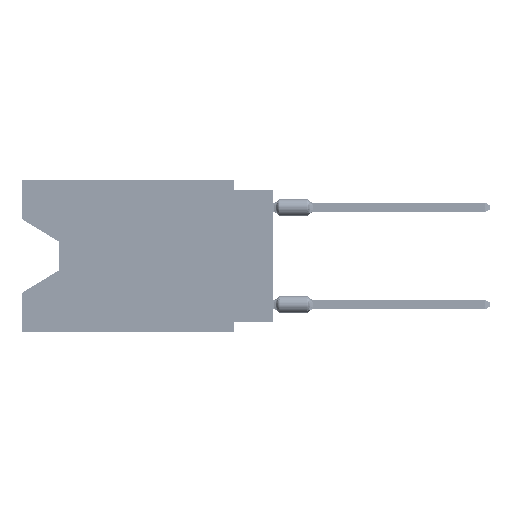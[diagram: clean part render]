
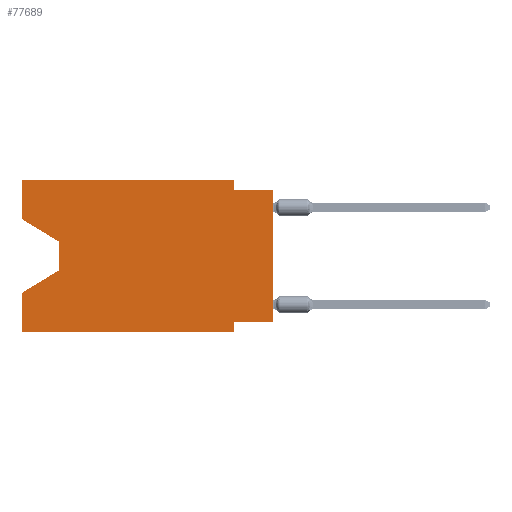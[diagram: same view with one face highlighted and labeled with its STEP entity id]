
A CAD part, left-side view. The second image highlights one B-rep face of the part: STEP entity #77689.
In plain terms, the highlighted planar face has unit normal (-1, 0, 0).
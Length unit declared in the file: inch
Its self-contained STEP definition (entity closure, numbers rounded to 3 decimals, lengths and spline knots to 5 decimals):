
#507 = EDGE_CURVE ( 'NONE', #18452, #65684, #65878, .T. ) ;
#1239 = CARTESIAN_POINT ( 'NONE',  ( 0., 0.645, 0. ) ) ;
#1457 = EDGE_CURVE ( 'NONE', #48896, #78507, #38733, .T. ) ;
#2711 = CARTESIAN_POINT ( 'NONE',  ( 0., 0.1, -0.39 ) ) ;
#2743 = CARTESIAN_POINT ( 'NONE',  ( 0., 0.645, 0. ) ) ;
#3234 = VERTEX_POINT ( 'NONE', #20092 ) ;
#3521 = EDGE_CURVE ( 'NONE', #30859, #43678, #12378, .T. ) ;
#5254 = CARTESIAN_POINT ( 'NONE',  ( 0., 0.645, 0. ) ) ;
#6776 = CARTESIAN_POINT ( 'NONE',  ( 0., 0., -0.365 ) ) ;
#7550 = VECTOR ( 'NONE', #20062, 39.37008 ) ;
#7700 = CARTESIAN_POINT ( 'NONE',  ( 0., 0.55, -0.232 ) ) ;
#8227 = EDGE_CURVE ( 'NONE', #78507, #3234, #72728, .T. ) ;
#8759 = ORIENTED_EDGE ( 'NONE', *, *, #1457, .F. ) ;
#9371 = CARTESIAN_POINT ( 'NONE',  ( 0., 0.1, -0.025 ) ) ;
#11670 = VECTOR ( 'NONE', #45581, 39.37008 ) ;
#12378 = LINE ( 'NONE', #39303, #29181 ) ;
#13614 = DIRECTION ( 'NONE',  ( 0., -0.855, -0.519 ) ) ;
#13953 = ORIENTED_EDGE ( 'NONE', *, *, #8227, .F. ) ;
#15318 = LINE ( 'NONE', #1239, #34374 ) ;
#17160 = CARTESIAN_POINT ( 'NONE',  ( 0., 0.645, 0. ) ) ;
#18044 = FACE_OUTER_BOUND ( 'NONE', #51556, .T. ) ;
#18452 = VERTEX_POINT ( 'NONE', #68194 ) ;
#19251 = CARTESIAN_POINT ( 'NONE',  ( 0., 0.1, -0.365 ) ) ;
#19575 = ORIENTED_EDGE ( 'NONE', *, *, #33649, .T. ) ;
#19584 = CARTESIAN_POINT ( 'NONE',  ( 0., 0.1, 0. ) ) ;
#19609 = LINE ( 'NONE', #7700, #69352 ) ;
#20062 = DIRECTION ( 'NONE',  ( 0., 0., -1. ) ) ;
#20092 = CARTESIAN_POINT ( 'NONE',  ( 0., 0., -0.025 ) ) ;
#21528 = EDGE_CURVE ( 'NONE', #77265, #48896, #15318, .T. ) ;
#22554 = DIRECTION ( 'NONE',  ( 0., 0., -1. ) ) ;
#24453 = ORIENTED_EDGE ( 'NONE', *, *, #34881, .T. ) ;
#26554 = CARTESIAN_POINT ( 'NONE',  ( 0., 0.645, -0.39 ) ) ;
#26712 = VECTOR ( 'NONE', #74221, 39.37008 ) ;
#27120 = LINE ( 'NONE', #82315, #7550 ) ;
#29181 = VECTOR ( 'NONE', #66682, 39.37008 ) ;
#30859 = VERTEX_POINT ( 'NONE', #6776 ) ;
#31714 = DIRECTION ( 'NONE',  ( 1., 0., 0. ) ) ;
#33649 = EDGE_CURVE ( 'NONE', #82271, #76637, #19609, .T. ) ;
#34336 = DIRECTION ( 'NONE',  ( 0., -1., 0. ) ) ;
#34374 = VECTOR ( 'NONE', #34336, 39.37008 ) ;
#34430 = VECTOR ( 'NONE', #86006, 39.37008 ) ;
#34881 = EDGE_CURVE ( 'NONE', #83443, #82271, #27120, .T. ) ;
#35183 = EDGE_CURVE ( 'NONE', #74616, #83443, #67920, .T. ) ;
#35519 = CARTESIAN_POINT ( 'NONE',  ( 0., 0.645, -0.28975 ) ) ;
#36515 = EDGE_CURVE ( 'NONE', #30859, #3234, #75536, .T. ) ;
#38733 = LINE ( 'NONE', #65675, #34430 ) ;
#39303 = CARTESIAN_POINT ( 'NONE',  ( 0., 0., -0.365 ) ) ;
#39910 = CARTESIAN_POINT ( 'NONE',  ( 0., 0.1, -0.39 ) ) ;
#41313 = VECTOR ( 'NONE', #63849, 39.37008 ) ;
#42771 = VECTOR ( 'NONE', #57335, 39.37008 ) ;
#43555 = ORIENTED_EDGE ( 'NONE', *, *, #83285, .F. ) ;
#43678 = VERTEX_POINT ( 'NONE', #19251 ) ;
#45581 = DIRECTION ( 'NONE',  ( 0., -1., 0. ) ) ;
#47415 = DIRECTION ( 'NONE',  ( 0., 0.855, -0.519 ) ) ;
#48880 = ORIENTED_EDGE ( 'NONE', *, *, #36515, .T. ) ;
#48896 = VERTEX_POINT ( 'NONE', #19584 ) ;
#51097 = ORIENTED_EDGE ( 'NONE', *, *, #69744, .F. ) ;
#51180 = VECTOR ( 'NONE', #13614, 39.37008 ) ;
#51556 = EDGE_LOOP ( 'NONE', ( #61982, #24453, #19575, #51097, #84068, #43555, #63893, #48880, #13953, #8759, #57760, #55064 ) ) ;
#55064 = ORIENTED_EDGE ( 'NONE', *, *, #70604, .F. ) ;
#57215 = CARTESIAN_POINT ( 'NONE',  ( 0., 0.645, 0. ) ) ;
#57335 = DIRECTION ( 'NONE',  ( 0., 0., 1. ) ) ;
#57760 = ORIENTED_EDGE ( 'NONE', *, *, #21528, .F. ) ;
#61982 = ORIENTED_EDGE ( 'NONE', *, *, #35183, .T. ) ;
#62885 = VECTOR ( 'NONE', #65673, 39.37008 ) ;
#63849 = DIRECTION ( 'NONE',  ( 0., 0., 1. ) ) ;
#63893 = ORIENTED_EDGE ( 'NONE', *, *, #3521, .F. ) ;
#63969 = LINE ( 'NONE', #17160, #42771 ) ;
#65673 = DIRECTION ( 'NONE',  ( 0., -1., 0. ) ) ;
#65675 = CARTESIAN_POINT ( 'NONE',  ( 0., 0.1, 0. ) ) ;
#65684 = VERTEX_POINT ( 'NONE', #39910 ) ;
#65878 = LINE ( 'NONE', #26554, #11670 ) ;
#66682 = DIRECTION ( 'NONE',  ( 0., 1., 0. ) ) ;
#67603 = CARTESIAN_POINT ( 'NONE',  ( 0., 0., 0. ) ) ;
#67920 = LINE ( 'NONE', #81164, #51180 ) ;
#68194 = CARTESIAN_POINT ( 'NONE',  ( 0., 0.645, -0.39 ) ) ;
#68934 = LINE ( 'NONE', #2711, #73758 ) ;
#69352 = VECTOR ( 'NONE', #47415, 39.37008 ) ;
#69744 = EDGE_CURVE ( 'NONE', #18452, #76637, #76228, .T. ) ;
#70604 = EDGE_CURVE ( 'NONE', #74616, #77265, #63969, .T. ) ;
#71469 = PLANE ( 'NONE',  #83105 ) ;
#72728 = LINE ( 'NONE', #85564, #62885 ) ;
#73758 = VECTOR ( 'NONE', #22554, 39.37008 ) ;
#74221 = DIRECTION ( 'NONE',  ( 0., 0., 1. ) ) ;
#74616 = VERTEX_POINT ( 'NONE', #83372 ) ;
#75536 = LINE ( 'NONE', #67603, #26712 ) ;
#76228 = LINE ( 'NONE', #57215, #41313 ) ;
#76637 = VERTEX_POINT ( 'NONE', #35519 ) ;
#77265 = VERTEX_POINT ( 'NONE', #2743 ) ;
#77689 = ADVANCED_FACE ( 'NONE', ( #18044 ), #71469, .F. ) ;
#78507 = VERTEX_POINT ( 'NONE', #9371 ) ;
#81164 = CARTESIAN_POINT ( 'NONE',  ( 0., 0.645, -0.10025 ) ) ;
#82271 = VERTEX_POINT ( 'NONE', #83971 ) ;
#82315 = CARTESIAN_POINT ( 'NONE',  ( 0., 0.55, -0.158 ) ) ;
#83105 = AXIS2_PLACEMENT_3D ( 'NONE', #5254, #31714, #86052 ) ;
#83285 = EDGE_CURVE ( 'NONE', #43678, #65684, #68934, .T. ) ;
#83372 = CARTESIAN_POINT ( 'NONE',  ( 0., 0.645, -0.10025 ) ) ;
#83443 = VERTEX_POINT ( 'NONE', #85672 ) ;
#83971 = CARTESIAN_POINT ( 'NONE',  ( 0., 0.55, -0.232 ) ) ;
#84068 = ORIENTED_EDGE ( 'NONE', *, *, #507, .T. ) ;
#85564 = CARTESIAN_POINT ( 'NONE',  ( 0., 0., -0.025 ) ) ;
#85672 = CARTESIAN_POINT ( 'NONE',  ( 0., 0.55, -0.158 ) ) ;
#86006 = DIRECTION ( 'NONE',  ( 0., 0., -1. ) ) ;
#86052 = DIRECTION ( 'NONE',  ( 0., 0., -1. ) ) ;
